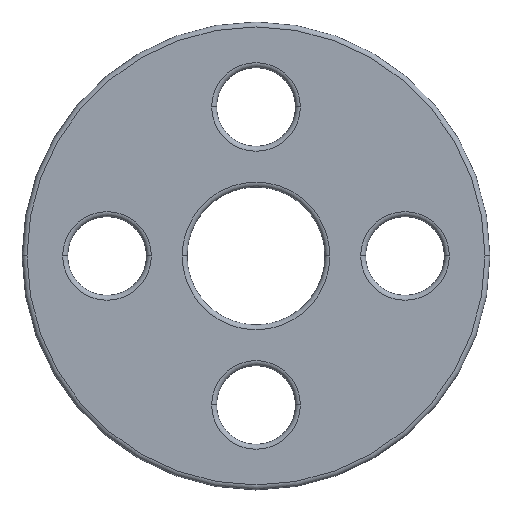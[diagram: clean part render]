
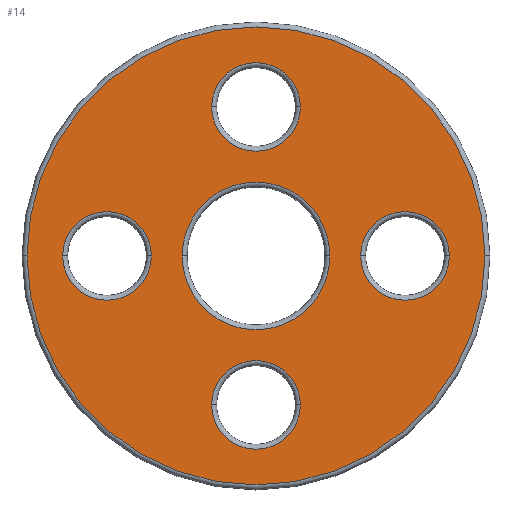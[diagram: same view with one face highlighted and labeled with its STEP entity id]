
A CAD part, top view. The second image highlights one B-rep face of the part: STEP entity #14.
In plain terms, the highlighted planar face has unit normal (0, 0, 1).
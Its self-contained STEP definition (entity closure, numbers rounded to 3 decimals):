
#1 = DIRECTION ( 'NONE',  ( 0., 0., -1. ) ) ;
#6 = AXIS2_PLACEMENT_3D ( 'NONE', #729, #1, #111 ) ;
#14 = ADVANCED_FACE ( 'NONE', ( #977, #175, #525, #445, #1166, #270 ), #184, .T. ) ;
#21 = CARTESIAN_POINT ( 'NONE',  ( -9., -30.25, 12. ) ) ;
#32 = AXIS2_PLACEMENT_3D ( 'NONE', #122, #478, #653 ) ;
#37 = DIRECTION ( 'NONE',  ( 0., 0., -1. ) ) ;
#46 = EDGE_CURVE ( 'NONE', #1168, #992, #956, .T. ) ;
#53 = CIRCLE ( 'NONE', #878, 15. ) ;
#54 = VERTEX_POINT ( 'NONE', #392 ) ;
#61 = CIRCLE ( 'NONE', #6, 9. ) ;
#66 = CARTESIAN_POINT ( 'NONE',  ( 0., 0., 12. ) ) ;
#77 = ORIENTED_EDGE ( 'NONE', *, *, #338, .T. ) ;
#84 = DIRECTION ( 'NONE',  ( 1., 0., 0. ) ) ;
#89 = ORIENTED_EDGE ( 'NONE', *, *, #948, .T. ) ;
#103 = AXIS2_PLACEMENT_3D ( 'NONE', #1025, #314, #737 ) ;
#105 = DIRECTION ( 'NONE',  ( 1., 0., 0. ) ) ;
#109 = VERTEX_POINT ( 'NONE', #922 ) ;
#111 = DIRECTION ( 'NONE',  ( 1., 0., 0. ) ) ;
#122 = CARTESIAN_POINT ( 'NONE',  ( 0., 0., 12. ) ) ;
#136 = EDGE_CURVE ( 'NONE', #434, #138, #550, .T. ) ;
#138 = VERTEX_POINT ( 'NONE', #1163 ) ;
#153 = CARTESIAN_POINT ( 'NONE',  ( 0., 0., 12. ) ) ;
#162 = DIRECTION ( 'NONE',  ( 0., 0., -1. ) ) ;
#164 = VERTEX_POINT ( 'NONE', #710 ) ;
#172 = EDGE_CURVE ( 'NONE', #673, #1101, #253, .T. ) ;
#175 = FACE_BOUND ( 'NONE', #178, .T. ) ;
#178 = EDGE_LOOP ( 'NONE', ( #77, #778 ) ) ;
#182 = AXIS2_PLACEMENT_3D ( 'NONE', #153, #769, #84 ) ;
#184 = PLANE ( 'NONE',  #32 ) ;
#198 = ORIENTED_EDGE ( 'NONE', *, *, #701, .T. ) ;
#206 = CARTESIAN_POINT ( 'NONE',  ( 0., 0., 12. ) ) ;
#211 = AXIS2_PLACEMENT_3D ( 'NONE', #650, #958, #760 ) ;
#212 = EDGE_CURVE ( 'NONE', #138, #434, #1043, .T. ) ;
#250 = DIRECTION ( 'NONE',  ( 1., 0., 0. ) ) ;
#253 = CIRCLE ( 'NONE', #182, 46.5 ) ;
#259 = CARTESIAN_POINT ( 'NONE',  ( -30.25, 0., 12. ) ) ;
#260 = CIRCLE ( 'NONE', #538, 46.5 ) ;
#270 = FACE_BOUND ( 'NONE', #1007, .T. ) ;
#302 = DIRECTION ( 'NONE',  ( 1., 0., 0. ) ) ;
#311 = DIRECTION ( 'NONE',  ( 1., 0., 0. ) ) ;
#314 = DIRECTION ( 'NONE',  ( 0., 0., -1. ) ) ;
#332 = DIRECTION ( 'NONE',  ( 1., 0., 0. ) ) ;
#335 = AXIS2_PLACEMENT_3D ( 'NONE', #554, #829, #387 ) ;
#338 = EDGE_CURVE ( 'NONE', #992, #1168, #61, .T. ) ;
#347 = DIRECTION ( 'NONE',  ( 0., 0., -1. ) ) ;
#365 = EDGE_LOOP ( 'NONE', ( #854, #452 ) ) ;
#373 = CARTESIAN_POINT ( 'NONE',  ( 39.25, 0., 12. ) ) ;
#387 = DIRECTION ( 'NONE',  ( 1., 0., 0. ) ) ;
#392 = CARTESIAN_POINT ( 'NONE',  ( -9., 30.25, 12. ) ) ;
#398 = AXIS2_PLACEMENT_3D ( 'NONE', #605, #162, #905 ) ;
#418 = AXIS2_PLACEMENT_3D ( 'NONE', #934, #37, #311 ) ;
#426 = CARTESIAN_POINT ( 'NONE',  ( 0., -30.25, 12. ) ) ;
#434 = VERTEX_POINT ( 'NONE', #906 ) ;
#445 = FACE_OUTER_BOUND ( 'NONE', #365, .T. ) ;
#452 = ORIENTED_EDGE ( 'NONE', *, *, #172, .T. ) ;
#463 = ORIENTED_EDGE ( 'NONE', *, *, #946, .T. ) ;
#478 = DIRECTION ( 'NONE',  ( 0., 0., 1. ) ) ;
#525 = FACE_BOUND ( 'NONE', #1073, .T. ) ;
#527 = EDGE_CURVE ( 'NONE', #1036, #998, #1105, .T. ) ;
#538 = AXIS2_PLACEMENT_3D ( 'NONE', #206, #910, #105 ) ;
#550 = CIRCLE ( 'NONE', #588, 9. ) ;
#554 = CARTESIAN_POINT ( 'NONE',  ( 0., 30.25, 12. ) ) ;
#588 = AXIS2_PLACEMENT_3D ( 'NONE', #955, #610, #332 ) ;
#605 = CARTESIAN_POINT ( 'NONE',  ( 0., 0., 12. ) ) ;
#608 = CIRCLE ( 'NONE', #1015, 9. ) ;
#610 = DIRECTION ( 'NONE',  ( 0., 0., -1. ) ) ;
#650 = CARTESIAN_POINT ( 'NONE',  ( 0., 30.25, 12. ) ) ;
#652 = CIRCLE ( 'NONE', #335, 9. ) ;
#653 = DIRECTION ( 'NONE',  ( 1., 0., 0. ) ) ;
#673 = VERTEX_POINT ( 'NONE', #866 ) ;
#680 = AXIS2_PLACEMENT_3D ( 'NONE', #259, #791, #969 ) ;
#701 = EDGE_CURVE ( 'NONE', #54, #999, #1132, .T. ) ;
#706 = ORIENTED_EDGE ( 'NONE', *, *, #782, .T. ) ;
#710 = CARTESIAN_POINT ( 'NONE',  ( 15., 0., 12. ) ) ;
#725 = CARTESIAN_POINT ( 'NONE',  ( 9., 30.25, 12. ) ) ;
#729 = CARTESIAN_POINT ( 'NONE',  ( 30.25, 0., 12. ) ) ;
#737 = DIRECTION ( 'NONE',  ( 1., 0., 0. ) ) ;
#742 = DIRECTION ( 'NONE',  ( 0., 0., -1. ) ) ;
#758 = EDGE_LOOP ( 'NONE', ( #924, #904 ) ) ;
#760 = DIRECTION ( 'NONE',  ( 1., 0., 0. ) ) ;
#769 = DIRECTION ( 'NONE',  ( 0., 0., 1. ) ) ;
#773 = ORIENTED_EDGE ( 'NONE', *, *, #527, .T. ) ;
#778 = ORIENTED_EDGE ( 'NONE', *, *, #46, .T. ) ;
#782 = EDGE_CURVE ( 'NONE', #109, #164, #53, .T. ) ;
#791 = DIRECTION ( 'NONE',  ( 0., 0., -1. ) ) ;
#808 = CARTESIAN_POINT ( 'NONE',  ( 21.25, 0., 12. ) ) ;
#829 = DIRECTION ( 'NONE',  ( 0., 0., -1. ) ) ;
#854 = ORIENTED_EDGE ( 'NONE', *, *, #1021, .T. ) ;
#866 = CARTESIAN_POINT ( 'NONE',  ( -46.5, 0., 12. ) ) ;
#878 = AXIS2_PLACEMENT_3D ( 'NONE', #66, #742, #302 ) ;
#890 = EDGE_LOOP ( 'NONE', ( #903, #198 ) ) ;
#903 = ORIENTED_EDGE ( 'NONE', *, *, #1040, .T. ) ;
#904 = ORIENTED_EDGE ( 'NONE', *, *, #136, .T. ) ;
#905 = DIRECTION ( 'NONE',  ( 1., 0., 0. ) ) ;
#906 = CARTESIAN_POINT ( 'NONE',  ( -39.25, 0., 12. ) ) ;
#910 = DIRECTION ( 'NONE',  ( 0., 0., 1. ) ) ;
#922 = CARTESIAN_POINT ( 'NONE',  ( -15., 0., 12. ) ) ;
#924 = ORIENTED_EDGE ( 'NONE', *, *, #212, .T. ) ;
#934 = CARTESIAN_POINT ( 'NONE',  ( 0., -30.25, 12. ) ) ;
#946 = EDGE_CURVE ( 'NONE', #164, #109, #1115, .T. ) ;
#948 = EDGE_CURVE ( 'NONE', #998, #1036, #608, .T. ) ;
#955 = CARTESIAN_POINT ( 'NONE',  ( -30.25, 0., 12. ) ) ;
#956 = CIRCLE ( 'NONE', #103, 9. ) ;
#958 = DIRECTION ( 'NONE',  ( 0., 0., -1. ) ) ;
#969 = DIRECTION ( 'NONE',  ( 1., 0., 0. ) ) ;
#977 = FACE_BOUND ( 'NONE', #758, .T. ) ;
#992 = VERTEX_POINT ( 'NONE', #373 ) ;
#998 = VERTEX_POINT ( 'NONE', #1102 ) ;
#999 = VERTEX_POINT ( 'NONE', #725 ) ;
#1004 = CARTESIAN_POINT ( 'NONE',  ( 46.5, 0., 12. ) ) ;
#1007 = EDGE_LOOP ( 'NONE', ( #89, #773 ) ) ;
#1015 = AXIS2_PLACEMENT_3D ( 'NONE', #426, #347, #250 ) ;
#1021 = EDGE_CURVE ( 'NONE', #1101, #673, #260, .T. ) ;
#1025 = CARTESIAN_POINT ( 'NONE',  ( 30.25, 0., 12. ) ) ;
#1036 = VERTEX_POINT ( 'NONE', #21 ) ;
#1040 = EDGE_CURVE ( 'NONE', #999, #54, #652, .T. ) ;
#1043 = CIRCLE ( 'NONE', #680, 9. ) ;
#1073 = EDGE_LOOP ( 'NONE', ( #463, #706 ) ) ;
#1101 = VERTEX_POINT ( 'NONE', #1004 ) ;
#1102 = CARTESIAN_POINT ( 'NONE',  ( 9., -30.25, 12. ) ) ;
#1105 = CIRCLE ( 'NONE', #418, 9. ) ;
#1115 = CIRCLE ( 'NONE', #398, 15. ) ;
#1132 = CIRCLE ( 'NONE', #211, 9. ) ;
#1163 = CARTESIAN_POINT ( 'NONE',  ( -21.25, 0., 12. ) ) ;
#1166 = FACE_BOUND ( 'NONE', #890, .T. ) ;
#1168 = VERTEX_POINT ( 'NONE', #808 ) ;
